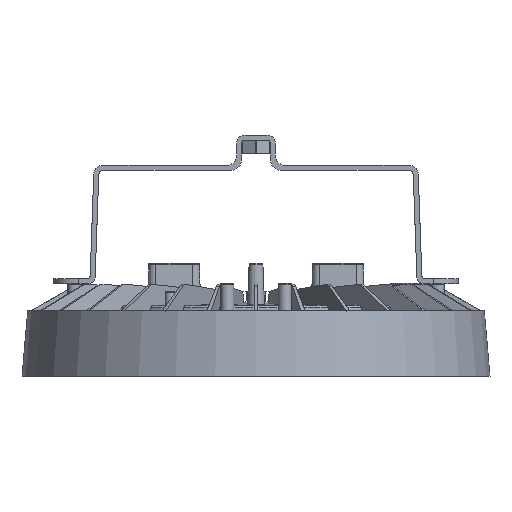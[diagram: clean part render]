
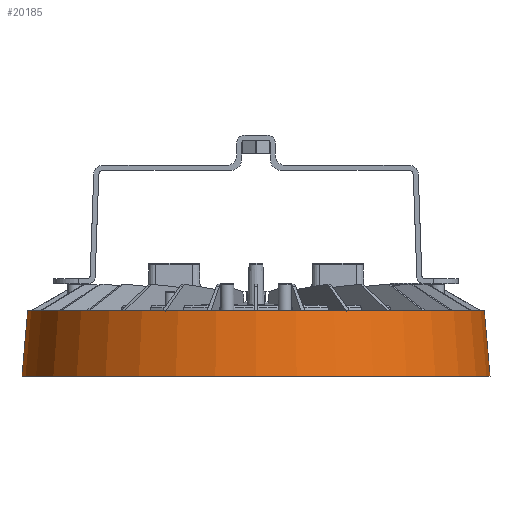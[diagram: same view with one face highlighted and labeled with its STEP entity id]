
A CAD part, front view. The second image highlights one B-rep face of the part: STEP entity #20185.
In plain terms, the highlighted conical face has half-angle 5 degrees and reference radius 138.285 mm.
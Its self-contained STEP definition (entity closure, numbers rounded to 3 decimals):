
#429=CONICAL_SURFACE('',#21862,138.285,0.087);
#1700=FACE_OUTER_BOUND('',#2943,.T.);
#2943=EDGE_LOOP('',(#15221,#15222,#15223,#15224));
#4311=CIRCLE('',#21861,140.);
#4312=CIRCLE('',#21863,136.57);
#5653=LINE('',#40913,#7039);
#7039=VECTOR('',#25533,138.285);
#8800=VERTEX_POINT('',#40909);
#8801=VERTEX_POINT('',#40912);
#11175=EDGE_CURVE('',#8800,#8800,#4311,.T.);
#11176=EDGE_CURVE('',#8800,#8801,#5653,.T.);
#11177=EDGE_CURVE('',#8801,#8801,#4312,.T.);
#15221=ORIENTED_EDGE('',*,*,#11175,.T.);
#15222=ORIENTED_EDGE('',*,*,#11176,.T.);
#15223=ORIENTED_EDGE('',*,*,#11177,.T.);
#15224=ORIENTED_EDGE('',*,*,#11176,.F.);
#20185=ADVANCED_FACE('',(#1700),#429,.T.);
#21861=AXIS2_PLACEMENT_3D('',#40910,#25529,#25530);
#21862=AXIS2_PLACEMENT_3D('',#40911,#25531,#25532);
#21863=AXIS2_PLACEMENT_3D('',#40914,#25534,#25535);
#25529=DIRECTION('center_axis',(0.,0.,1.));
#25530=DIRECTION('ref_axis',(-1.,0.,0.));
#25531=DIRECTION('center_axis',(0.,0.,-1.));
#25532=DIRECTION('ref_axis',(-1.,0.,0.));
#25533=DIRECTION('',(-0.087,0.,0.996));
#25534=DIRECTION('center_axis',(0.,0.,-1.));
#25535=DIRECTION('ref_axis',(-1.,0.,0.));
#40909=CARTESIAN_POINT('',(140.,-19.5,-20.5));
#40910=CARTESIAN_POINT('Origin',(0.,-19.5,-20.5));
#40911=CARTESIAN_POINT('Origin',(0.,-19.5,-0.9));
#40912=CARTESIAN_POINT('',(136.57,-19.5,18.7));
#40913=CARTESIAN_POINT('',(138.285,-19.5,-0.9));
#40914=CARTESIAN_POINT('Origin',(0.,-19.5,18.7));
